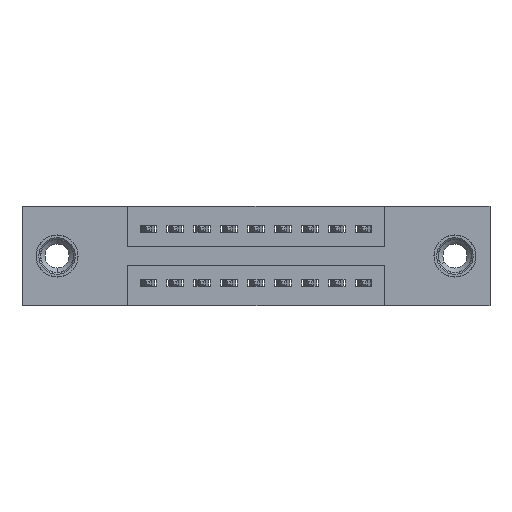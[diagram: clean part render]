
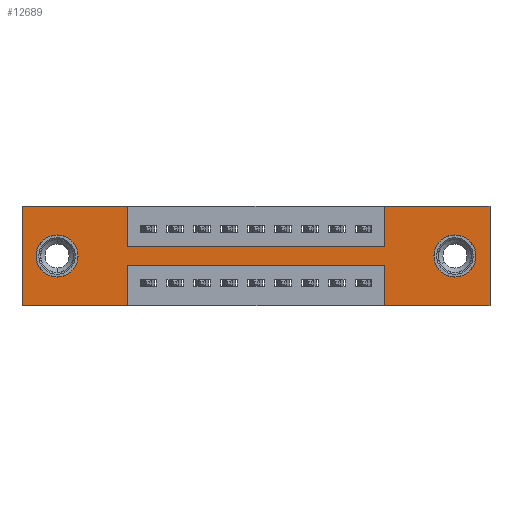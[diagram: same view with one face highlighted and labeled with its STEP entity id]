
A CAD part, front view. The second image highlights one B-rep face of the part: STEP entity #12689.
In plain terms, the highlighted planar face has unit normal (0, -1, 0).
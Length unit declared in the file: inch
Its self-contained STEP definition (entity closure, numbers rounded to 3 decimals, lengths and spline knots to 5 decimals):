
#39 = CARTESIAN_POINT ( 'NONE',  ( 0.3925, 0., 0. ) ) ;
#104 = ORIENTED_EDGE ( 'NONE', *, *, #8915, .F. ) ;
#113 = ORIENTED_EDGE ( 'NONE', *, *, #8850, .F. ) ;
#118 = LINE ( 'NONE', #39, #10414 ) ;
#231 = CARTESIAN_POINT ( 'NONE',  ( 1.735, 0., -0.37 ) ) ;
#379 = CARTESIAN_POINT ( 'NONE',  ( 0., 0., 0. ) ) ;
#416 = VERTEX_POINT ( 'NONE', #12163 ) ;
#671 = EDGE_CURVE ( 'NONE', #9370, #9028, #2966, .T. ) ;
#797 = CARTESIAN_POINT ( 'NONE',  ( 1.3425, 0., 0. ) ) ;
#983 = DIRECTION ( 'NONE',  ( 1., 0., 0. ) ) ;
#1253 = LINE ( 'NONE', #2903, #11420 ) ;
#1693 = CARTESIAN_POINT ( 'NONE',  ( 0.3925, 0., -0.22 ) ) ;
#1711 = CARTESIAN_POINT ( 'NONE',  ( 1.3425, 0., 0. ) ) ;
#1776 = DIRECTION ( 'NONE',  ( 0., 0., 1. ) ) ;
#1800 = DIRECTION ( 'NONE',  ( 0., 0., 1. ) ) ;
#1888 = VERTEX_POINT ( 'NONE', #3841 ) ;
#1889 = DIRECTION ( 'NONE',  ( 0., 0., -1. ) ) ;
#1911 = DIRECTION ( 'NONE',  ( 1., 0., 0. ) ) ;
#1932 = PLANE ( 'NONE',  #4820 ) ;
#1936 = EDGE_CURVE ( 'NONE', #6536, #1888, #10923, .T. ) ;
#1965 = DIRECTION ( 'NONE',  ( 1., 0., 0. ) ) ;
#2335 = ORIENTED_EDGE ( 'NONE', *, *, #9455, .F. ) ;
#2369 = VECTOR ( 'NONE', #7232, 39.37008 ) ;
#2452 = LINE ( 'NONE', #12488, #12605 ) ;
#2732 = EDGE_CURVE ( 'NONE', #416, #12059, #3832, .T. ) ;
#2806 = VERTEX_POINT ( 'NONE', #12666 ) ;
#2903 = CARTESIAN_POINT ( 'NONE',  ( 0., 0., 0. ) ) ;
#2941 = DIRECTION ( 'NONE',  ( 0., 0., -1. ) ) ;
#2966 = LINE ( 'NONE', #3022, #11412 ) ;
#2984 = CARTESIAN_POINT ( 'NONE',  ( 1.735, 0., 0. ) ) ;
#3002 = LINE ( 'NONE', #11645, #12202 ) ;
#3022 = CARTESIAN_POINT ( 'NONE',  ( 0.3925, 0., -0.15 ) ) ;
#3110 = CIRCLE ( 'NONE', #12583, 0.078 ) ;
#3185 = VERTEX_POINT ( 'NONE', #11455 ) ;
#3828 = EDGE_CURVE ( 'NONE', #9028, #6972, #10206, .T. ) ;
#3832 = LINE ( 'NONE', #7751, #6610 ) ;
#3841 = CARTESIAN_POINT ( 'NONE',  ( 1.605, 0., -0.263 ) ) ;
#4231 = ORIENTED_EDGE ( 'NONE', *, *, #10659, .F. ) ;
#4241 = ORIENTED_EDGE ( 'NONE', *, *, #10448, .F. ) ;
#4248 = CARTESIAN_POINT ( 'NONE',  ( 0.3925, 0., 0. ) ) ;
#4454 = CARTESIAN_POINT ( 'NONE',  ( 0.3925, 0., -0.15 ) ) ;
#4460 = VERTEX_POINT ( 'NONE', #231 ) ;
#4491 = VERTEX_POINT ( 'NONE', #4248 ) ;
#4533 = CARTESIAN_POINT ( 'NONE',  ( 1.605, 0., -0.185 ) ) ;
#4559 = CIRCLE ( 'NONE', #10632, 0.078 ) ;
#4655 = ORIENTED_EDGE ( 'NONE', *, *, #671, .F. ) ;
#4708 = VERTEX_POINT ( 'NONE', #5389 ) ;
#4747 = DIRECTION ( 'NONE',  ( 0., 1., 0. ) ) ;
#4788 = DIRECTION ( 'NONE',  ( 0., 0., 1. ) ) ;
#4820 = AXIS2_PLACEMENT_3D ( 'NONE', #5025, #8792, #1889 ) ;
#4850 = VERTEX_POINT ( 'NONE', #7120 ) ;
#4871 = ORIENTED_EDGE ( 'NONE', *, *, #3828, .F. ) ;
#5025 = CARTESIAN_POINT ( 'NONE',  ( 0., 0., -0.37 ) ) ;
#5033 = EDGE_CURVE ( 'NONE', #4850, #2806, #3110, .T. ) ;
#5128 = AXIS2_PLACEMENT_3D ( 'NONE', #4533, #8604, #11594 ) ;
#5389 = CARTESIAN_POINT ( 'NONE',  ( 1.3425, 0., -0.37 ) ) ;
#5590 = AXIS2_PLACEMENT_3D ( 'NONE', #11146, #11063, #9244 ) ;
#5651 = ORIENTED_EDGE ( 'NONE', *, *, #8574, .F. ) ;
#6193 = DIRECTION ( 'NONE',  ( 0., 0., -1. ) ) ;
#6322 = ORIENTED_EDGE ( 'NONE', *, *, #7573, .F. ) ;
#6360 = CARTESIAN_POINT ( 'NONE',  ( 1.735, 0., 0. ) ) ;
#6536 = VERTEX_POINT ( 'NONE', #10989 ) ;
#6605 = FACE_OUTER_BOUND ( 'NONE', #8899, .T. ) ;
#6610 = VECTOR ( 'NONE', #1800, 39.37008 ) ;
#6839 = VERTEX_POINT ( 'NONE', #8976 ) ;
#6858 = LINE ( 'NONE', #8237, #9331 ) ;
#6972 = VERTEX_POINT ( 'NONE', #1711 ) ;
#7051 = DIRECTION ( 'NONE',  ( 0., 0., -1. ) ) ;
#7120 = CARTESIAN_POINT ( 'NONE',  ( 0.13, 0., -0.107 ) ) ;
#7232 = DIRECTION ( 'NONE',  ( -1., 0., 0. ) ) ;
#7321 = LINE ( 'NONE', #8296, #2369 ) ;
#7400 = EDGE_CURVE ( 'NONE', #2806, #4850, #4559, .T. ) ;
#7546 = FACE_BOUND ( 'NONE', #8707, .T. ) ;
#7573 = EDGE_CURVE ( 'NONE', #4491, #9370, #118, .T. ) ;
#7751 = CARTESIAN_POINT ( 'NONE',  ( 0., 0., 0. ) ) ;
#7783 = ORIENTED_EDGE ( 'NONE', *, *, #2732, .F. ) ;
#7861 = VECTOR ( 'NONE', #12082, 39.37008 ) ;
#7935 = CIRCLE ( 'NONE', #5590, 0.078 ) ;
#8237 = CARTESIAN_POINT ( 'NONE',  ( 0.3925, 0., -0.37 ) ) ;
#8296 = CARTESIAN_POINT ( 'NONE',  ( 0., 0., -0.37 ) ) ;
#8449 = DIRECTION ( 'NONE',  ( 0., 1., 0. ) ) ;
#8574 = EDGE_CURVE ( 'NONE', #8815, #6839, #6858, .T. ) ;
#8604 = DIRECTION ( 'NONE',  ( 0., 1., 0. ) ) ;
#8707 = EDGE_LOOP ( 'NONE', ( #9127, #12258 ) ) ;
#8788 = ORIENTED_EDGE ( 'NONE', *, *, #12453, .F. ) ;
#8792 = DIRECTION ( 'NONE',  ( 0., -1., 0. ) ) ;
#8815 = VERTEX_POINT ( 'NONE', #1693 ) ;
#8850 = EDGE_CURVE ( 'NONE', #4460, #4708, #3002, .T. ) ;
#8899 = EDGE_LOOP ( 'NONE', ( #5651, #8788, #10699, #113, #2335, #4241, #4871, #4655, #6322, #4231, #7783, #104 ) ) ;
#8915 = EDGE_CURVE ( 'NONE', #6839, #416, #7321, .T. ) ;
#8971 = VECTOR ( 'NONE', #2941, 39.37008 ) ;
#8976 = CARTESIAN_POINT ( 'NONE',  ( 0.3925, 0., -0.37 ) ) ;
#9028 = VERTEX_POINT ( 'NONE', #9761 ) ;
#9100 = CARTESIAN_POINT ( 'NONE',  ( 0.3925, 0., -0.22 ) ) ;
#9127 = ORIENTED_EDGE ( 'NONE', *, *, #5033, .T. ) ;
#9142 = EDGE_CURVE ( 'NONE', #1888, #6536, #7935, .T. ) ;
#9244 = DIRECTION ( 'NONE',  ( 0., 0., -1. ) ) ;
#9274 = CARTESIAN_POINT ( 'NONE',  ( 0.13, 0., -0.185 ) ) ;
#9331 = VECTOR ( 'NONE', #6193, 39.37008 ) ;
#9340 = VERTEX_POINT ( 'NONE', #6360 ) ;
#9370 = VERTEX_POINT ( 'NONE', #4454 ) ;
#9455 = EDGE_CURVE ( 'NONE', #9340, #4460, #10662, .T. ) ;
#9534 = LINE ( 'NONE', #9100, #7861 ) ;
#9713 = ORIENTED_EDGE ( 'NONE', *, *, #1936, .T. ) ;
#9761 = CARTESIAN_POINT ( 'NONE',  ( 1.3425, 0., -0.15 ) ) ;
#9934 = CARTESIAN_POINT ( 'NONE',  ( 0., 0., 0. ) ) ;
#10206 = LINE ( 'NONE', #797, #11881 ) ;
#10414 = VECTOR ( 'NONE', #7051, 39.37008 ) ;
#10448 = EDGE_CURVE ( 'NONE', #6972, #9340, #11405, .T. ) ;
#10461 = FACE_BOUND ( 'NONE', #10762, .T. ) ;
#10632 = AXIS2_PLACEMENT_3D ( 'NONE', #10776, #4747, #4788 ) ;
#10659 = EDGE_CURVE ( 'NONE', #12059, #4491, #1253, .T. ) ;
#10662 = LINE ( 'NONE', #2984, #8971 ) ;
#10699 = ORIENTED_EDGE ( 'NONE', *, *, #12323, .F. ) ;
#10762 = EDGE_LOOP ( 'NONE', ( #9713, #12293 ) ) ;
#10776 = CARTESIAN_POINT ( 'NONE',  ( 0.13, 0., -0.185 ) ) ;
#10923 = CIRCLE ( 'NONE', #5128, 0.078 ) ;
#10989 = CARTESIAN_POINT ( 'NONE',  ( 1.605, 0., -0.107 ) ) ;
#11063 = DIRECTION ( 'NONE',  ( 0., 1., 0. ) ) ;
#11090 = VECTOR ( 'NONE', #1911, 39.37008 ) ;
#11146 = CARTESIAN_POINT ( 'NONE',  ( 1.605, 0., -0.185 ) ) ;
#11405 = LINE ( 'NONE', #9934, #11090 ) ;
#11412 = VECTOR ( 'NONE', #1965, 39.37008 ) ;
#11420 = VECTOR ( 'NONE', #983, 39.37008 ) ;
#11455 = CARTESIAN_POINT ( 'NONE',  ( 1.3425, 0., -0.22 ) ) ;
#11470 = DIRECTION ( 'NONE',  ( -1., 0., 0. ) ) ;
#11538 = DIRECTION ( 'NONE',  ( 0., 0., 1. ) ) ;
#11594 = DIRECTION ( 'NONE',  ( 0., 0., -1. ) ) ;
#11645 = CARTESIAN_POINT ( 'NONE',  ( 0., 0., -0.37 ) ) ;
#11881 = VECTOR ( 'NONE', #1776, 39.37008 ) ;
#12059 = VERTEX_POINT ( 'NONE', #379 ) ;
#12082 = DIRECTION ( 'NONE',  ( -1., 0., 0. ) ) ;
#12163 = CARTESIAN_POINT ( 'NONE',  ( 0., 0., -0.37 ) ) ;
#12202 = VECTOR ( 'NONE', #11470, 39.37008 ) ;
#12258 = ORIENTED_EDGE ( 'NONE', *, *, #7400, .T. ) ;
#12293 = ORIENTED_EDGE ( 'NONE', *, *, #9142, .T. ) ;
#12323 = EDGE_CURVE ( 'NONE', #4708, #3185, #2452, .T. ) ;
#12378 = DIRECTION ( 'NONE',  ( 0., 0., 1. ) ) ;
#12453 = EDGE_CURVE ( 'NONE', #3185, #8815, #9534, .T. ) ;
#12488 = CARTESIAN_POINT ( 'NONE',  ( 1.3425, 0., -0.37 ) ) ;
#12583 = AXIS2_PLACEMENT_3D ( 'NONE', #9274, #8449, #12378 ) ;
#12605 = VECTOR ( 'NONE', #11538, 39.37008 ) ;
#12666 = CARTESIAN_POINT ( 'NONE',  ( 0.13, 0., -0.263 ) ) ;
#12689 = ADVANCED_FACE ( 'NONE', ( #10461, #7546, #6605 ), #1932, .T. ) ;
